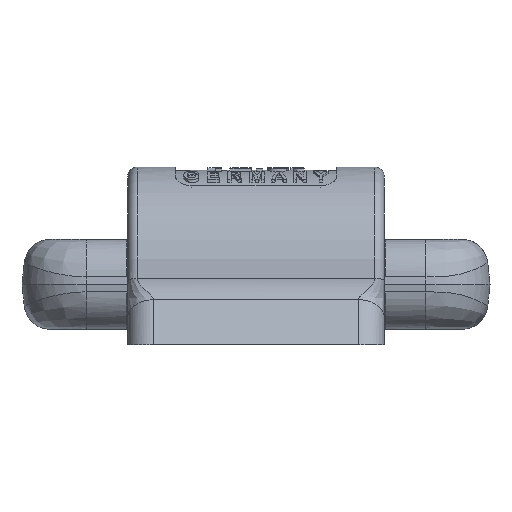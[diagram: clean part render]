
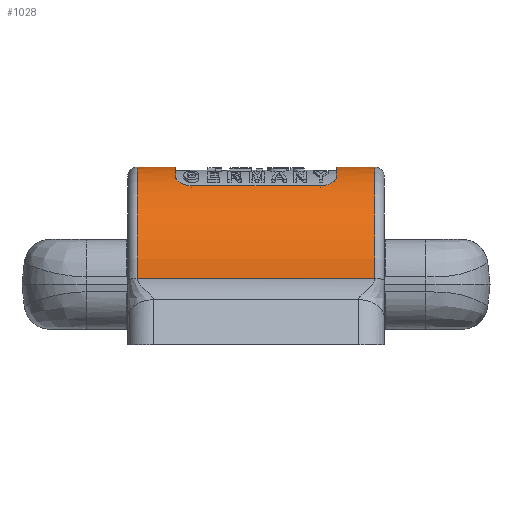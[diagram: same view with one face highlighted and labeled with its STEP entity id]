
A CAD part, front view. The second image highlights one B-rep face of the part: STEP entity #1028.
In plain terms, the highlighted cylindrical face has radius 37 mm (diameter 74 mm), a partial arc.
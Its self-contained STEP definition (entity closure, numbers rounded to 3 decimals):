
#1028=ADVANCED_FACE('',(#2035,#2036),#1519,.T.);
#1519=CYLINDRICAL_SURFACE('',#8760,37.);
#1607=B_SPLINE_CURVE_WITH_KNOTS('',3,(#11289,#11290,#11291,#11292,#11293,
#11294),.UNSPECIFIED.,.F.,.F.,(4,2,4),(0.,0.5,1.),.UNSPECIFIED.);
#1608=B_SPLINE_CURVE_WITH_KNOTS('',3,(#11299,#11300,#11301,#11302,#11303,
#11304),.UNSPECIFIED.,.F.,.F.,(4,2,4),(0.,0.5,1.),.UNSPECIFIED.);
#1609=B_SPLINE_CURVE_WITH_KNOTS('',3,(#11308,#11309,#11310,#11311,#11312,
#11313),.UNSPECIFIED.,.F.,.F.,(4,2,4),(0.,0.5,1.),.UNSPECIFIED.);
#1610=B_SPLINE_CURVE_WITH_KNOTS('',3,(#11317,#11318,#11319,#11320,#11321,
#11322),.UNSPECIFIED.,.F.,.F.,(4,2,4),(0.,0.5,1.),.UNSPECIFIED.);
#2035=FACE_BOUND('',#2077,.T.);
#2036=FACE_BOUND('',#2078,.T.);
#2077=EDGE_LOOP('',(#2788,#2789,#2790,#2791));
#2078=EDGE_LOOP('',(#2792,#2793,#2794,#2795,#2796,#2797,#2798,#2799));
#2602=CIRCLE('',#8756,37.);
#2603=CIRCLE('',#8757,37.);
#2604=CIRCLE('',#8758,37.);
#2605=CIRCLE('',#8759,37.);
#2788=ORIENTED_EDGE('',*,*,#6120,.T.);
#2789=ORIENTED_EDGE('',*,*,#6121,.T.);
#2790=ORIENTED_EDGE('',*,*,#6122,.T.);
#2791=ORIENTED_EDGE('',*,*,#6123,.T.);
#2792=ORIENTED_EDGE('',*,*,#6124,.F.);
#2793=ORIENTED_EDGE('',*,*,#6125,.F.);
#2794=ORIENTED_EDGE('',*,*,#6126,.F.);
#2795=ORIENTED_EDGE('',*,*,#6127,.F.);
#2796=ORIENTED_EDGE('',*,*,#6128,.F.);
#2797=ORIENTED_EDGE('',*,*,#6129,.F.);
#2798=ORIENTED_EDGE('',*,*,#6130,.F.);
#2799=ORIENTED_EDGE('',*,*,#6131,.F.);
#5314=VERTEX_POINT('',#11282);
#5315=VERTEX_POINT('',#11283);
#5316=VERTEX_POINT('',#11285);
#5317=VERTEX_POINT('',#11287);
#5318=VERTEX_POINT('',#11295);
#5319=VERTEX_POINT('',#11296);
#5320=VERTEX_POINT('',#11298);
#5321=VERTEX_POINT('',#11305);
#5322=VERTEX_POINT('',#11307);
#5323=VERTEX_POINT('',#11314);
#5324=VERTEX_POINT('',#11316);
#5325=VERTEX_POINT('',#11323);
#6120=EDGE_CURVE('',#5314,#5315,#7383,.T.);
#6121=EDGE_CURVE('',#5315,#5316,#2602,.T.);
#6122=EDGE_CURVE('',#5316,#5317,#7384,.T.);
#6123=EDGE_CURVE('',#5317,#5314,#2603,.T.);
#6124=EDGE_CURVE('',#5318,#5319,#1607,.T.);
#6125=EDGE_CURVE('',#5320,#5318,#7385,.T.);
#6126=EDGE_CURVE('',#5321,#5320,#1608,.T.);
#6127=EDGE_CURVE('',#5322,#5321,#2604,.T.);
#6128=EDGE_CURVE('',#5323,#5322,#1609,.T.);
#6129=EDGE_CURVE('',#5324,#5323,#7386,.T.);
#6130=EDGE_CURVE('',#5325,#5324,#1610,.T.);
#6131=EDGE_CURVE('',#5319,#5325,#2605,.T.);
#7383=LINE('',#11281,#8024);
#7384=LINE('',#11286,#8025);
#7385=LINE('',#11297,#8026);
#7386=LINE('',#11315,#8027);
#8024=VECTOR('',#9355,1.);
#8025=VECTOR('',#9358,1.);
#8026=VECTOR('',#9361,1.);
#8027=VECTOR('',#9364,1.);
#8756=AXIS2_PLACEMENT_3D('',#11284,#9356,#9357);
#8757=AXIS2_PLACEMENT_3D('',#11288,#9359,#9360);
#8758=AXIS2_PLACEMENT_3D('',#11306,#9362,#9363);
#8759=AXIS2_PLACEMENT_3D('',#11324,#9365,#9366);
#8760=AXIS2_PLACEMENT_3D('',#11325,#9367,#9368);
#9355=DIRECTION('',(1.,0.,0.));
#9356=DIRECTION('',(-1.,0.,0.));
#9357=DIRECTION('',(0.,0.,-1.));
#9358=DIRECTION('',(-1.,0.,0.));
#9359=DIRECTION('',(1.,0.,0.));
#9360=DIRECTION('',(0.,0.,1.));
#9361=DIRECTION('',(1.,0.,0.));
#9362=DIRECTION('',(1.,0.,0.));
#9363=DIRECTION('',(0.,1.,0.));
#9364=DIRECTION('',(-1.,0.,0.));
#9365=DIRECTION('',(-1.,0.,0.));
#9366=DIRECTION('',(0.,-1.,0.));
#9367=DIRECTION('',(-1.,0.,0.));
#9368=DIRECTION('',(0.,0.,-1.));
#11281=CARTESIAN_POINT('',(0.,-36.939,2.117));
#11282=CARTESIAN_POINT('',(-37.,-36.939,2.117));
#11283=CARTESIAN_POINT('',(37.,-36.939,2.117));
#11284=CARTESIAN_POINT('',(37.,0.,0.));
#11285=CARTESIAN_POINT('',(37.,36.939,2.117));
#11286=CARTESIAN_POINT('',(0.,36.939,2.117));
#11287=CARTESIAN_POINT('',(-37.,36.939,2.117));
#11288=CARTESIAN_POINT('',(-37.,0.,0.));
#11289=CARTESIAN_POINT('',(20.,-20.,31.129));
#11290=CARTESIAN_POINT('',(21.41,-20.,31.129));
#11291=CARTESIAN_POINT('',(22.734,-19.38,31.537));
#11292=CARTESIAN_POINT('',(24.51,-17.513,32.61));
#11293=CARTESIAN_POINT('',(25.,-16.286,33.253));
#11294=CARTESIAN_POINT('',(25.,-15.,33.823));
#11295=CARTESIAN_POINT('',(20.,-20.,31.129));
#11296=CARTESIAN_POINT('',(25.,-15.,33.823));
#11297=CARTESIAN_POINT('',(0.,-20.,31.129));
#11298=CARTESIAN_POINT('',(-20.,-20.,31.129));
#11299=CARTESIAN_POINT('',(-25.,-15.,33.823));
#11300=CARTESIAN_POINT('',(-25.,-16.287,33.252));
#11301=CARTESIAN_POINT('',(-24.517,-17.505,32.615));
#11302=CARTESIAN_POINT('',(-22.732,-19.384,31.535));
#11303=CARTESIAN_POINT('',(-21.413,-20.,31.129));
#11304=CARTESIAN_POINT('',(-20.,-20.,31.129));
#11305=CARTESIAN_POINT('',(-25.,-15.,33.823));
#11306=CARTESIAN_POINT('',(-25.,0.,0.));
#11307=CARTESIAN_POINT('',(-25.,15.,33.823));
#11308=CARTESIAN_POINT('',(-20.,20.,31.129));
#11309=CARTESIAN_POINT('',(-21.41,20.,31.129));
#11310=CARTESIAN_POINT('',(-22.734,19.38,31.537));
#11311=CARTESIAN_POINT('',(-24.51,17.513,32.61));
#11312=CARTESIAN_POINT('',(-25.,16.286,33.253));
#11313=CARTESIAN_POINT('',(-25.,15.,33.823));
#11314=CARTESIAN_POINT('',(-20.,20.,31.129));
#11315=CARTESIAN_POINT('',(0.,20.,31.129));
#11316=CARTESIAN_POINT('',(20.,20.,31.129));
#11317=CARTESIAN_POINT('',(25.,15.,33.823));
#11318=CARTESIAN_POINT('',(25.,16.287,33.252));
#11319=CARTESIAN_POINT('',(24.517,17.505,32.615));
#11320=CARTESIAN_POINT('',(22.732,19.384,31.535));
#11321=CARTESIAN_POINT('',(21.413,20.,31.129));
#11322=CARTESIAN_POINT('',(20.,20.,31.129));
#11323=CARTESIAN_POINT('',(25.,15.,33.823));
#11324=CARTESIAN_POINT('',(25.,0.,0.));
#11325=CARTESIAN_POINT('',(0.,0.,0.));
